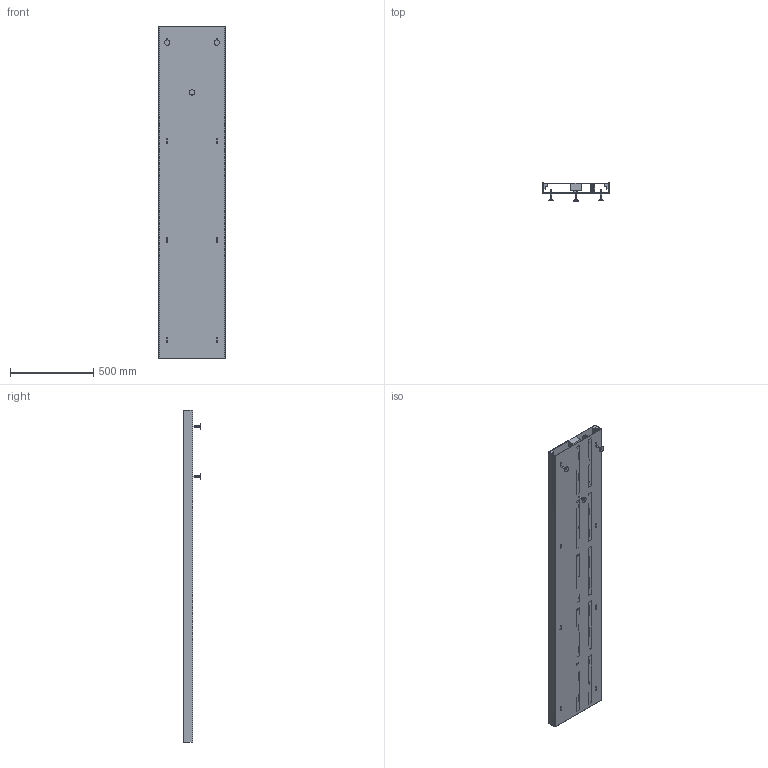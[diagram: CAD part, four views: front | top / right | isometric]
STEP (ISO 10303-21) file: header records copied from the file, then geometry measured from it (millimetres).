
FILE_DESCRIPTION((''),'2;1');
FILE_NAME('BKG4006011_BKG4002LA_ASM','2026-01-13T10:33:43',('goergem'),(''),'CREO PARAMETRIC BY PTC INC, 2025123','CREO PARAMETRIC BY PTC INC, 2025123','');
FILE_SCHEMA(('AUTOMOTIVE_DESIGN { 1 0 10303 214 1 1 1 1 }'));
Length unit declared in the file: millimetre
Products named in the file (18): T-01019_8; T-01024_8; T-01025_AF0_8; T-01026_ASM_8_ASM; T-01514_ASM_6_ASM; T-01531_ASM_8_ASM; 63187-M_8; 63189-M_ASM_5_ASM; 21045-M_8; 21042-M_8; 66107-M_ASM_8_ASM; BKG4006011_ASM_1_ASM; BKG4006011_BKG4002LA_ASM_1_ASM; T-01191_21; AUSLASS_4; BKG4002LA_ASM_12_ASM; BKG4002LA_ASM; BKG4006011_BKG4002LA_ASM
Assembly tree (30 placements, depth 6):
  BKG4006011_BKG4002LA_ASM
    BKG4006011_BKG4002LA_ASM_1_ASM
      BKG4006011_ASM_1_ASM
        T-01019_8
        T-01024_8  x2
        T-01514_ASM_6_ASM
          T-01026_ASM_8_ASM
            T-01025_AF0_8
        T-01531_ASM_8_ASM
          T-01026_ASM_8_ASM
            T-01025_AF0_8
        63189-M_ASM_5_ASM  x10
          63187-M_8
        66107-M_ASM_8_ASM  x3
          21045-M_8
          21042-M_8
    BKG4002LA_ASM
      BKG4002LA_ASM_12_ASM
        T-01191_21
        AUSLASS_4
Bounding box: 400 x 108 x 2000 mm (x, y, z)
Volume: 8139769.7 mm3; surface area: 4008771.8 mm2
Topology: 23 solids, 99 shells, 590 faces, 4980 edges, 4616 vertices
Faces by surface type: plane 364, cylinder 120, torus 80, cone 26
Entity records: 28196 total; most frequent: CARTESIAN_POINT 4986, DIRECTION 3148, ORIENTED_EDGE 1208, AXIS2_PLACEMENT_3D 1194, PROPERTY_DEFINITION 1158, REPRESENTATION 1148, PROPERTY_DEFINITION_REPRESENTATION 1148, PRESENTATION_STYLE_ASSIGNMENT 1106
